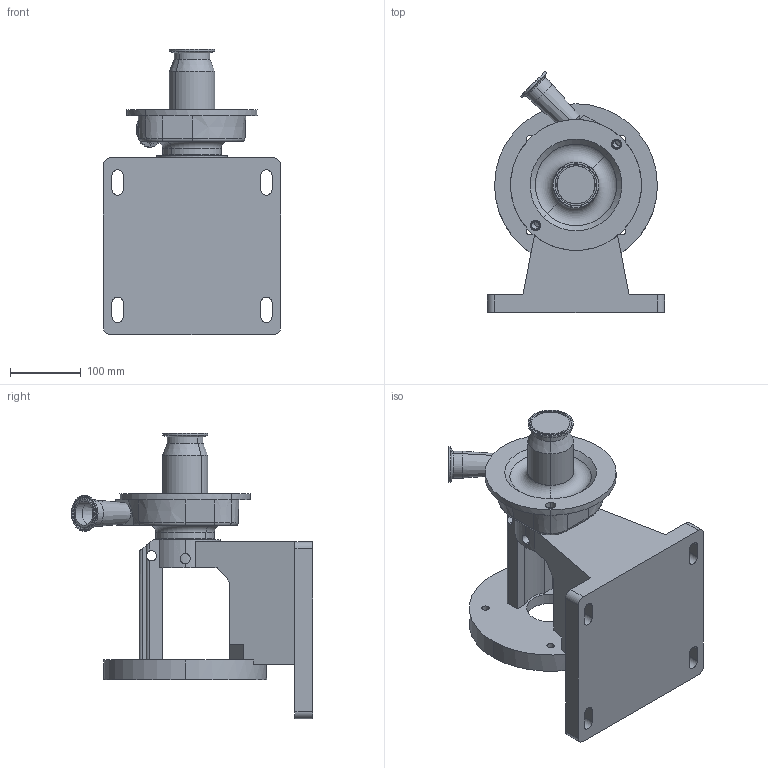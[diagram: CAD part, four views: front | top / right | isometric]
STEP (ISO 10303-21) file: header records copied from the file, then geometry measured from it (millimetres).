
FILE_DESCRIPTION (( 'STEP AP214' ), '1' );
FILE_NAME ('FP 710 180TC 45L.STEP', '2010-03-02T14:18:53', ( ' ' ), ( '' ), 'SwSTEP 2.0', 'SolidWorks 2010', '' );
FILE_SCHEMA (( 'AUTOMOTIVE_DESIGN' ));
Length unit declared in the file: millimetre
Products named in the file (2): FP 710 180TC 45L^1275000104; FP 710 180TC 45L
Assembly tree (1 placements, depth 2):
  FP 710 180TC 45L
    FP 710 180TC 45L^1275000104
Bounding box: 250 x 340.65 x 403 mm (x, y, z)
Volume: 6158849.2 mm3; surface area: 507627.9 mm2
Topology: 1 solids, 2 shells, 247 faces, 640 edges, 400 vertices
Faces by surface type: cylinder 103, plane 79, cone 40, torus 23, bspline 2
Entity records: 8463 total; most frequent: CARTESIAN_POINT 2132, DIRECTION 1409, ORIENTED_EDGE 1272, EDGE_CURVE 636, AXIS2_PLACEMENT_3D 549, VERTEX_POINT 400, LINE 311, VECTOR 311
